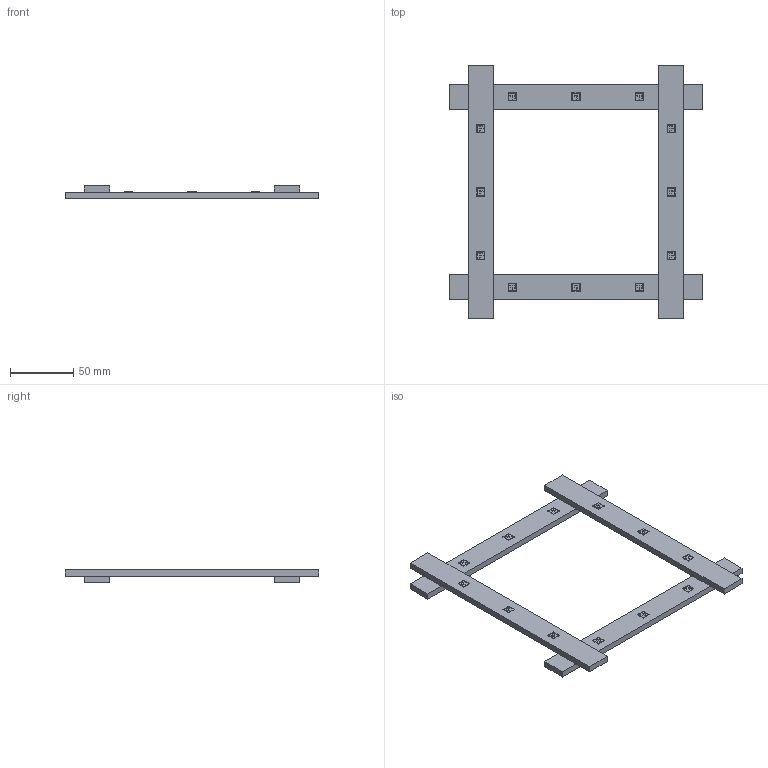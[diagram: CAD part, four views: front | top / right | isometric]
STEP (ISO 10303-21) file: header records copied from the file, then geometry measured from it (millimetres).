
FILE_DESCRIPTION(('CATIA V6 STEP','CAx-IF Rec.Pracs.--- Model Styling and Organization---1.5--- 2016-08-15','CAx-IF Rec.Pracs.---Supplemental Geometry---1.0---2011-11-01','CAx-IF Rec.Pracs.--- Composite Materials ---1.1---2010-07-15'),'2;1');
FILE_NAME('parts_square.stp','2024-02-22T09:36:39+00:00',('%USERNAME%'),('AIRBUS DEFENCE AND SPACE'),'3DEXPERIENCE Platform3DEXPERIENCE R2020x HotFix 20','3DEXPERIENCE Platform STEP AP214 Edition 3 v1','none');
FILE_SCHEMA(('AUTOMOTIVE_DESIGN { 1 0 10303 214 3 1 1 1 }'));
Length unit declared in the file: millimetre
Products named in the file (7): ND_prd-ADCO01-04828488_A_DIGITALTWIN-CATIA_TRADE-OFF_IN_WORK; ND_prd-ADCO01-04828412_A_ASSEMBLY_IN_WORK_0; ND_prd-ADCO01-04828485_A_REFERENCE ASSEMBLED PARTS_IN_WORK; ND_prd-ADCO01-04828413_A__IN_WORK; ND_prd-ADCO01-04828402_A_PART_IN_WORK; ND_prd-ADCO01-04828474_A_MARKER_ARUCO_4X4_ID0_IN_WORK; ND_prd-ADCO01-04828479_A_REF_IN_WORK
Assembly tree (11 placements, depth 5):
  ND_prd-ADCO01-04828488_A_DIGITALTWIN-CATIA_TRADE-OFF_IN_WORK
    ND_prd-ADCO01-04828412_A_ASSEMBLY_IN_WORK_0
      ND_prd-ADCO01-04828485_A_REFERENCE ASSEMBLED PARTS_IN_WORK
        ND_prd-ADCO01-04828413_A__IN_WORK  x4
          ND_prd-ADCO01-04828402_A_PART_IN_WORK
          ND_prd-ADCO01-04828474_A_MARKER_ARUCO_4X4_ID0_IN_WORK
    ND_prd-ADCO01-04828479_A_REF_IN_WORK
Bounding box: 200 x 200 x 10.3 mm (x, y, z)
Volume: 80134.3 mm3; surface area: 41907.2 mm2
Topology: 16 solids, 16 shells, 420 faces, 984 edges, 620 vertices
Faces by surface type: plane 420
Entity records: 1275 total; most frequent: CARTESIAN_POINT 207, DIRECTION 190, ORIENTED_EDGE 180, VECTOR 90, EDGE_CURVE 90, LINE 90, AXIS2_PLACEMENT_3D 60, VERTEX_POINT 57
